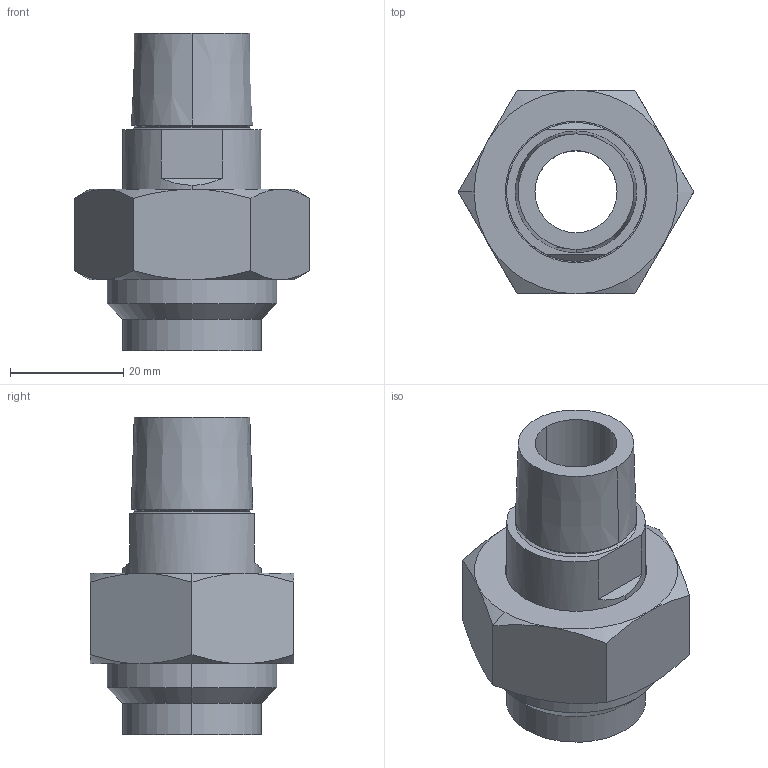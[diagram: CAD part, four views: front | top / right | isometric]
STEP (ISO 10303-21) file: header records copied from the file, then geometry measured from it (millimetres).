
FILE_DESCRIPTION (( 'STEP AP203' ), '1' );
FILE_NAME ('11-6131-04_outokumpu.step', '2015-08-07T11:49:11', ( '' ), ( '' ), 'SwSTEP 2.0', 'SolidWorks 2008', '' );
FILE_SCHEMA (( 'CONFIG_CONTROL_DESIGN' ));
Length unit declared in the file: millimetre
Products named in the file (5): 11-6131-04_outokumpu; nut-13-222-096_outokumpu_nut-13-222-096_outokumpu; case-13-555-170_outokumpu_case-13-555-170_outokumpu; nipple-13-444-610_outokumpu_nipple-13-444-610_outokumpu; o-ring-11-6131-04_outokumpu_o-ring-11-6131-04_outokumpu
Assembly tree (4 placements, depth 2):
  11-6131-04_outokumpu
    nipple-13-444-610_outokumpu_nipple-13-444-610_outokumpu
    o-ring-11-6131-04_outokumpu_o-ring-11-6131-04_outokumpu
    case-13-555-170_outokumpu_case-13-555-170_outokumpu
    nut-13-222-096_outokumpu_nut-13-222-096_outokumpu
Bounding box: 41.57 x 36 x 56 mm (x, y, z)
Volume: 22589.1 mm3; surface area: 14165.9 mm2
Topology: 4 solids, 4 shells, 76 faces, 160 edges, 96 vertices
Faces by surface type: cone 24, cylinder 22, plane 22, torus 8
Entity records: 2691 total; most frequent: CARTESIAN_POINT 519, DIRECTION 382, ORIENTED_EDGE 320, AXIS2_PLACEMENT_3D 167, EDGE_CURVE 160, VERTEX_POINT 96, EDGE_LOOP 88, CIRCLE 84
